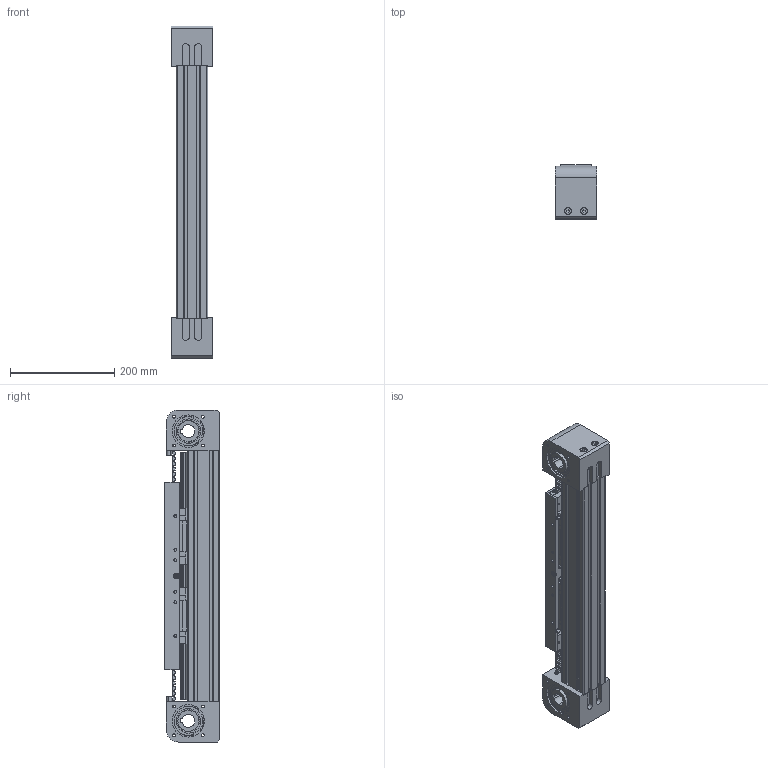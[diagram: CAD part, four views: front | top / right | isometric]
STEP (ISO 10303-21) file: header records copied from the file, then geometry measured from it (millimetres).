
FILE_DESCRIPTION (( 'STEP AP214' ), '1' );
FILE_NAME ('BLM60-100.STEP', '2023-02-28T07:45:54', ( '' ), ( '' ), 'SwSTEP 2.0', 'SolidWorks 2023', '' );
FILE_SCHEMA (( 'AUTOMOTIVE_DESIGN' ));
Length unit declared in the file: millimetre
Products named in the file (1): BLM60-100
Bounding box: 80 x 104 x 636 mm (x, y, z)
Volume: 3069767.6 mm3; surface area: 721523.8 mm2
Topology: 117 solids, 117 shells, 2769 faces, 7238 edges, 4616 vertices
Faces by surface type: plane 1311, cylinder 1090, torus 176, sphere 116, cone 52, bspline 24
Entity records: 119432 total; most frequent: CARTESIAN_POINT 19154, DIRECTION 14916, ORIENTED_EDGE 13772, EDGE_CURVE 6886, AXIS2_PLACEMENT_3D 5450, VERTEX_POINT 4504, LINE 4016, VECTOR 4016
